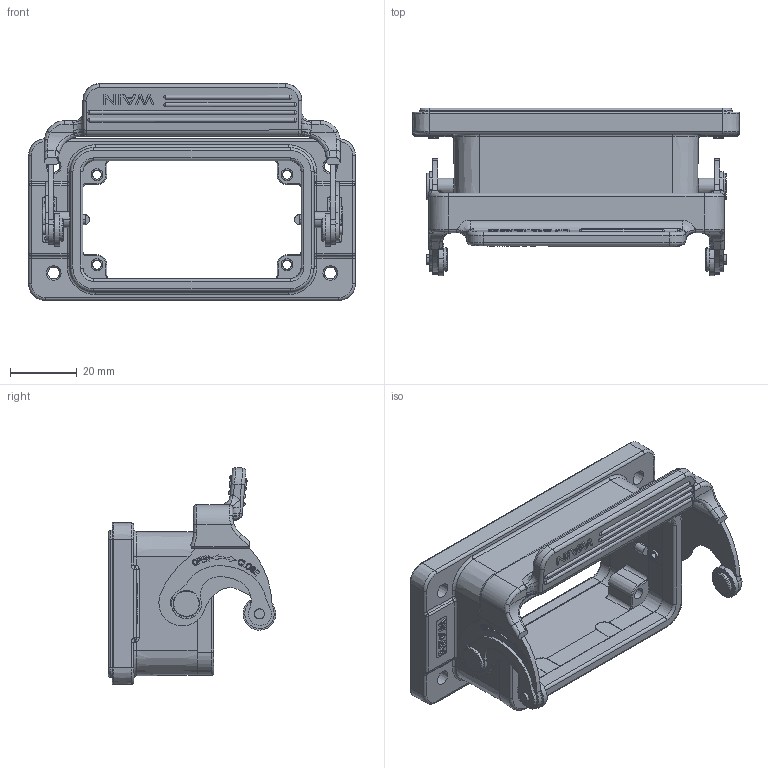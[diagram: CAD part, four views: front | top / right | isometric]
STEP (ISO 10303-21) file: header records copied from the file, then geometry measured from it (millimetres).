
FILE_DESCRIPTION((''),'2;1');
FILE_NAME('BREP_WITH_VOIDS_59754','2018-07-11T',('lishuang.ye'),(''),'PRO/ENGINEER BY PARAMETRIC TECHNOLOGY CORPORATION, 2010180','PRO/ENGINEER BY PARAMETRIC TECHNOLOGY CORPORATION, 2010180','');
FILE_SCHEMA(('AUTOMOTIVE_DESIGN_CC2 { 1 2 10303 214 -1 1 5 2 }'));
Products named in the file (1): BREP_WITH_VOIDS_59754
Bounding box: 97.99 x 50.23 x 65.09 mm (x, y, z)
Volume: 48512.2 mm3; surface area: 34582.9 mm2
Topology: 2 solids, 23 shells, 1741 faces, 4838 edges, 3141 vertices
Faces by surface type: plane 700, cylinder 420, extrusion 296, torus 111, cone 110, sphere 58, bspline 46
Entity records: 61469 total; most frequent: CARTESIAN_POINT 17709, ORIENTED_EDGE 9560, DIRECTION 8091, EDGE_CURVE 4780, VERTEX_POINT 3141, VECTOR 2749, AXIS2_PLACEMENT_3D 2671, LINE 2453
